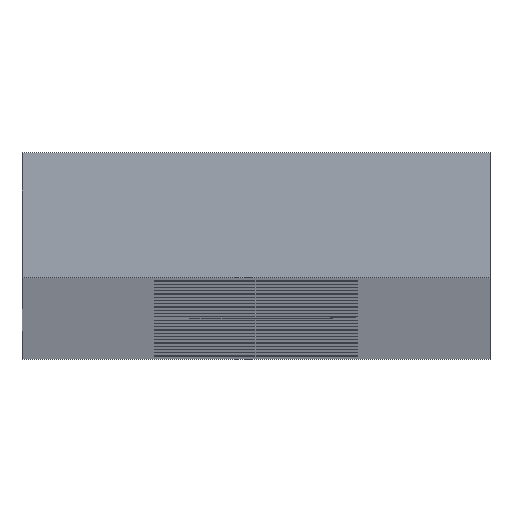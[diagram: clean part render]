
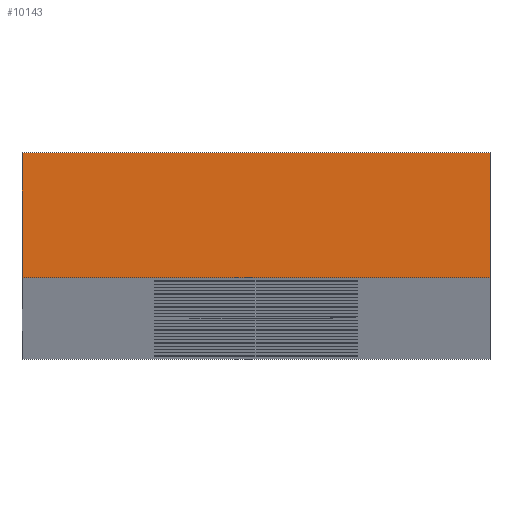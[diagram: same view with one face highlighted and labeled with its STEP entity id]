
A CAD part, top view. The second image highlights one B-rep face of the part: STEP entity #10143.
In plain terms, the highlighted planar face has unit normal (0, 0, 1).
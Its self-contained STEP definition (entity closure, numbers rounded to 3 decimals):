
#409 = VECTOR ( 'NONE', #13734, 1000. ) ;
#594 = FACE_OUTER_BOUND ( 'NONE', #15788, .T. ) ;
#665 = CARTESIAN_POINT ( 'NONE',  ( 15., 4., 1500. ) ) ;
#666 = ORIENTED_EDGE ( 'NONE', *, *, #7827, .F. ) ;
#684 = ORIENTED_EDGE ( 'NONE', *, *, #14787, .T. ) ;
#1197 = EDGE_CURVE ( 'NONE', #5459, #15496, #5734, .T. ) ;
#1622 = CARTESIAN_POINT ( 'NONE',  ( -15., -4., 1500. ) ) ;
#2111 = VERTEX_POINT ( 'NONE', #2702 ) ;
#2702 = CARTESIAN_POINT ( 'NONE',  ( 15., -4., 1500. ) ) ;
#3647 = ORIENTED_EDGE ( 'NONE', *, *, #11174, .F. ) ;
#4886 = LINE ( 'NONE', #5684, #409 ) ;
#4983 = AXIS2_PLACEMENT_3D ( 'NONE', #11910, #10473, #6493 ) ;
#5459 = VERTEX_POINT ( 'NONE', #16580 ) ;
#5684 = CARTESIAN_POINT ( 'NONE',  ( 15., -4., 1500. ) ) ;
#5734 = LINE ( 'NONE', #9456, #10638 ) ;
#6493 = DIRECTION ( 'NONE',  ( -1., 0., 0. ) ) ;
#6531 = LINE ( 'NONE', #665, #9923 ) ;
#7827 = EDGE_CURVE ( 'NONE', #5459, #16064, #10005, .T. ) ;
#8536 = VECTOR ( 'NONE', #11566, 1000. ) ;
#8741 = CARTESIAN_POINT ( 'NONE',  ( 15., 4., 1500. ) ) ;
#9456 = CARTESIAN_POINT ( 'NONE',  ( -15., 4., 1500. ) ) ;
#9923 = VECTOR ( 'NONE', #9939, 1000. ) ;
#9939 = DIRECTION ( 'NONE',  ( 0., -1., 0. ) ) ;
#10005 = LINE ( 'NONE', #10410, #8536 ) ;
#10143 = ADVANCED_FACE ( 'NONE', ( #594 ), #11850, .F. ) ;
#10410 = CARTESIAN_POINT ( 'NONE',  ( 15., 4., 1500. ) ) ;
#10473 = DIRECTION ( 'NONE',  ( 0., 0., -1. ) ) ;
#10638 = VECTOR ( 'NONE', #12754, 1000. ) ;
#11174 = EDGE_CURVE ( 'NONE', #16064, #2111, #6531, .T. ) ;
#11566 = DIRECTION ( 'NONE',  ( 1., 0., 0. ) ) ;
#11850 = PLANE ( 'NONE',  #4983 ) ;
#11910 = CARTESIAN_POINT ( 'NONE',  ( 15., 4., 1500. ) ) ;
#12754 = DIRECTION ( 'NONE',  ( 0., -1., 0. ) ) ;
#13734 = DIRECTION ( 'NONE',  ( 1., 0., 0. ) ) ;
#14787 = EDGE_CURVE ( 'NONE', #15496, #2111, #4886, .T. ) ;
#15496 = VERTEX_POINT ( 'NONE', #1622 ) ;
#15788 = EDGE_LOOP ( 'NONE', ( #684, #3647, #666, #17296 ) ) ;
#16064 = VERTEX_POINT ( 'NONE', #8741 ) ;
#16580 = CARTESIAN_POINT ( 'NONE',  ( -15., 4., 1500. ) ) ;
#17296 = ORIENTED_EDGE ( 'NONE', *, *, #1197, .T. ) ;
